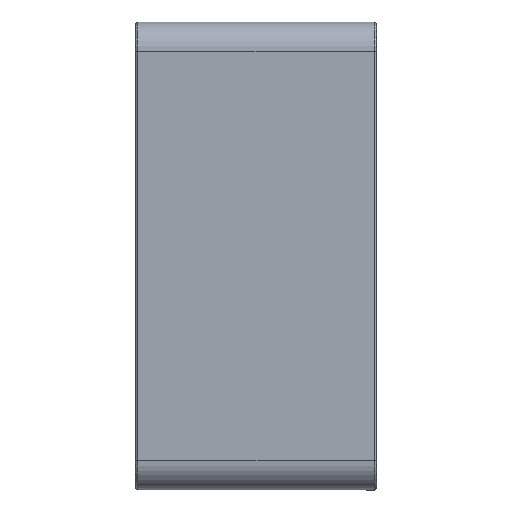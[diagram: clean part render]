
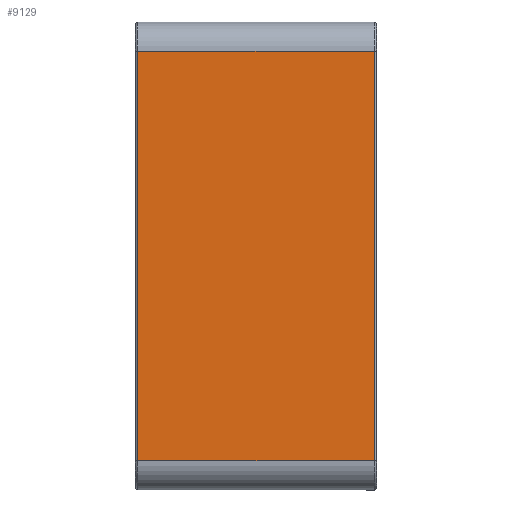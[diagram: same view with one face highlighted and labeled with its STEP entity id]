
A CAD part, left-side view. The second image highlights one B-rep face of the part: STEP entity #9129.
In plain terms, the highlighted planar face has unit normal (-1, 0, 0).
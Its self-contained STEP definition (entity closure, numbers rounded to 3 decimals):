
#259 = VERTEX_POINT ( 'NONE', #7675 ) ;
#415 = CARTESIAN_POINT ( 'NONE',  ( -10., -0.1, 8.75 ) ) ;
#704 = AXIS2_PLACEMENT_3D ( 'NONE', #10740, #3980, #991 ) ;
#858 = VECTOR ( 'NONE', #11295, 1000. ) ;
#991 = DIRECTION ( 'NONE',  ( 0., 0., 1. ) ) ;
#1215 = VERTEX_POINT ( 'NONE', #11722 ) ;
#1681 = EDGE_CURVE ( 'NONE', #259, #6707, #4325, .T. ) ;
#2983 = FACE_OUTER_BOUND ( 'NONE', #5030, .T. ) ;
#3139 = VECTOR ( 'NONE', #6592, 1000. ) ;
#3390 = LINE ( 'NONE', #3527, #5927 ) ;
#3527 = CARTESIAN_POINT ( 'NONE',  ( -10., -9.9, 8.75 ) ) ;
#3767 = EDGE_CURVE ( 'NONE', #12063, #259, #5465, .T. ) ;
#3980 = DIRECTION ( 'NONE',  ( -1., 0., 0. ) ) ;
#4325 = LINE ( 'NONE', #7441, #3139 ) ;
#4760 = LINE ( 'NONE', #415, #858 ) ;
#5030 = EDGE_LOOP ( 'NONE', ( #5353, #9116, #7117, #5923 ) ) ;
#5353 = ORIENTED_EDGE ( 'NONE', *, *, #8458, .T. ) ;
#5465 = LINE ( 'NONE', #9800, #7870 ) ;
#5666 = DIRECTION ( 'NONE',  ( 0., 1., 0. ) ) ;
#5923 = ORIENTED_EDGE ( 'NONE', *, *, #3767, .F. ) ;
#5927 = VECTOR ( 'NONE', #5666, 1000. ) ;
#6592 = DIRECTION ( 'NONE',  ( 0., 1., 0. ) ) ;
#6707 = VERTEX_POINT ( 'NONE', #12120 ) ;
#7117 = ORIENTED_EDGE ( 'NONE', *, *, #1681, .F. ) ;
#7441 = CARTESIAN_POINT ( 'NONE',  ( -10., -9.9, -8.75 ) ) ;
#7675 = CARTESIAN_POINT ( 'NONE',  ( -10., -10.2, -8.75 ) ) ;
#7870 = VECTOR ( 'NONE', #13076, 1000. ) ;
#8458 = EDGE_CURVE ( 'NONE', #12063, #1215, #3390, .T. ) ;
#8518 = PLANE ( 'NONE',  #704 ) ;
#9116 = ORIENTED_EDGE ( 'NONE', *, *, #13698, .T. ) ;
#9129 = ADVANCED_FACE ( 'NONE', ( #2983 ), #8518, .T. ) ;
#9166 = CARTESIAN_POINT ( 'NONE',  ( -10., -10.2, 8.75 ) ) ;
#9800 = CARTESIAN_POINT ( 'NONE',  ( -10., -10.2, 8.75 ) ) ;
#10740 = CARTESIAN_POINT ( 'NONE',  ( -10., 0., 10. ) ) ;
#11295 = DIRECTION ( 'NONE',  ( 0., 0., -1. ) ) ;
#11722 = CARTESIAN_POINT ( 'NONE',  ( -10., -0.1, 8.75 ) ) ;
#12063 = VERTEX_POINT ( 'NONE', #9166 ) ;
#12120 = CARTESIAN_POINT ( 'NONE',  ( -10., -0.1, -8.75 ) ) ;
#13076 = DIRECTION ( 'NONE',  ( 0., 0., -1. ) ) ;
#13698 = EDGE_CURVE ( 'NONE', #1215, #6707, #4760, .T. ) ;
